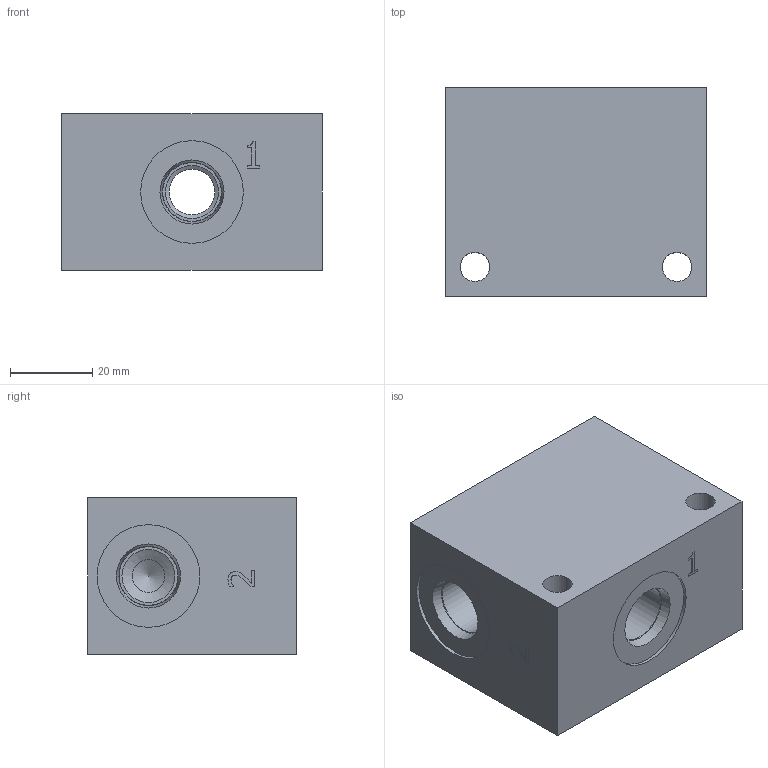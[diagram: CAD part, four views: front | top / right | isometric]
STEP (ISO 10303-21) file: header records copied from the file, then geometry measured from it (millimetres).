
FILE_DESCRIPTION(/* description */ (''),/* implementation_level */ '2;1');
FILE_NAME(/* name */ '_C082CB6S.stp',/* time_stamp */ '2021-12-10T07:27:50-05:00',/* author */ ('dominicc'),/* organization */ (''),/* preprocessor_version */ 'ST-DEVELOPER v18.1',/* originating_system */ 'Autodesk Inventor 2022',/* authorisation */ '');
FILE_SCHEMA (('AUTOMOTIVE_DESIGN { 1 0 10303 214 3 1 1 }'));
Length unit declared in the file: millimetre
Products named in the file (1): Part_AC082CB6S.C13313R0_3D
Bounding box: 63.5 x 50.8 x 38.1 mm (x, y, z)
Volume: 106347.7 mm3; surface area: 19730.6 mm2
Topology: 1 solids, 1 shells, 388 faces, 1035 edges, 684 vertices
Faces by surface type: plane 216, bspline 143, cylinder 17, cone 12
Full cylindrical faces by diameter (mm): 7.137 x2, 7.915 x1, 11.125 x1, 12.73 x1, 12.9 x1, 12.903 x1, 14.275 x2, 14.529 x2, 17.424 x1, 19.05 x1, 19.21 x1, 25.019 x2, 30.18 x1
Entity records: 13083 total; most frequent: CARTESIAN_POINT 3966, ORIENTED_EDGE 2068, DIRECTION 1279, EDGE_CURVE 1034, LINE 709, VECTOR 709, VERTEX_POINT 684, EDGE_LOOP 430
